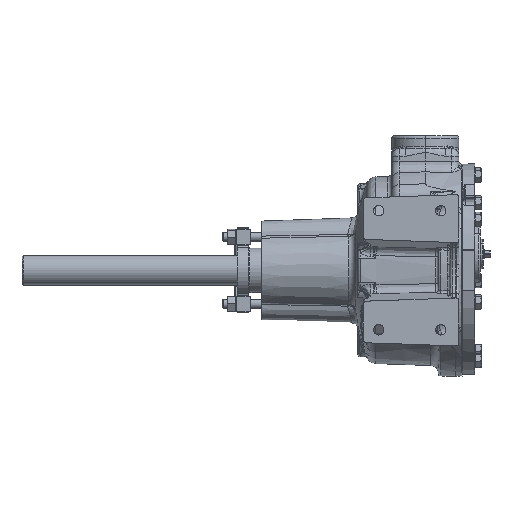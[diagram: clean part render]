
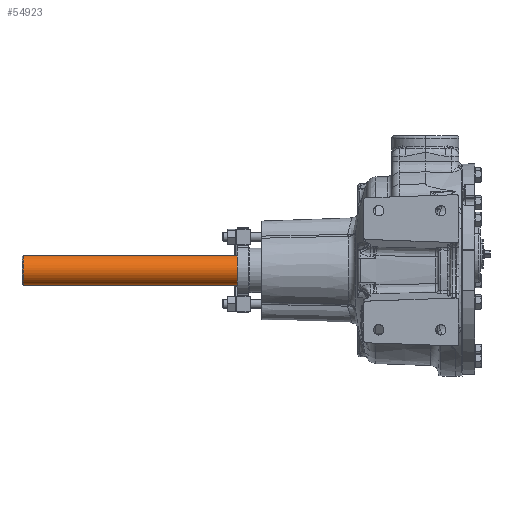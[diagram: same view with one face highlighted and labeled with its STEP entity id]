
A CAD part, front view. The second image highlights one B-rep face of the part: STEP entity #54923.
In plain terms, the highlighted cylindrical face has radius 18.247 mm (diameter 36.493 mm), a partial arc.
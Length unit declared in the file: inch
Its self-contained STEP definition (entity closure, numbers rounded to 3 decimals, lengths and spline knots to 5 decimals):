
#2175 = FACE_OUTER_BOUND ( 'NONE', #38701, .T. ) ;
#2501 = VERTEX_POINT ( 'NONE', #59831 ) ;
#3069 = CARTESIAN_POINT ( 'NONE',  ( -21.19, 0., -0.71837 ) ) ;
#4975 = CARTESIAN_POINT ( 'NONE',  ( -21.19, 0., 0. ) ) ;
#8415 = CIRCLE ( 'NONE', #39831, 0.71837 ) ;
#9257 = EDGE_CURVE ( 'NONE', #51420, #60281, #8415, .T. ) ;
#13092 = EDGE_CURVE ( 'NONE', #2501, #23430, #55962, .T. ) ;
#13752 = AXIS2_PLACEMENT_3D ( 'NONE', #60306, #31096, #60623 ) ;
#15266 = VECTOR ( 'NONE', #34753, 39.37008 ) ;
#17243 = EDGE_CURVE ( 'NONE', #60281, #23430, #20972, .T. ) ;
#20605 = ORIENTED_EDGE ( 'NONE', *, *, #60718, .T. ) ;
#20896 = CARTESIAN_POINT ( 'NONE',  ( -9.66, 0., -0.71837 ) ) ;
#20972 = LINE ( 'NONE', #44505, #57124 ) ;
#22873 = DIRECTION ( 'NONE',  ( 1., 0., 0. ) ) ;
#23430 = VERTEX_POINT ( 'NONE', #3069 ) ;
#26077 = ORIENTED_EDGE ( 'NONE', *, *, #9257, .F. ) ;
#26437 = CARTESIAN_POINT ( 'NONE',  ( -9.66, 0., 0.71837 ) ) ;
#27925 = ORIENTED_EDGE ( 'NONE', *, *, #13092, .T. ) ;
#30290 = LINE ( 'NONE', #31207, #15266 ) ;
#31096 = DIRECTION ( 'NONE',  ( -1., 0., 0. ) ) ;
#31161 = ORIENTED_EDGE ( 'NONE', *, *, #17243, .F. ) ;
#31207 = CARTESIAN_POINT ( 'NONE',  ( -2.70842, 0., 0.71837 ) ) ;
#31775 = CARTESIAN_POINT ( 'NONE',  ( -9.66, 0., 0. ) ) ;
#32671 = AXIS2_PLACEMENT_3D ( 'NONE', #4975, #22873, #58340 ) ;
#34753 = DIRECTION ( 'NONE',  ( -1., 0., 0. ) ) ;
#35914 = DIRECTION ( 'NONE',  ( 1., 0., 0. ) ) ;
#38701 = EDGE_LOOP ( 'NONE', ( #31161, #26077, #20605, #27925 ) ) ;
#39831 = AXIS2_PLACEMENT_3D ( 'NONE', #31775, #35914, #41005 ) ;
#41005 = DIRECTION ( 'NONE',  ( 0., 0., 1. ) ) ;
#44505 = CARTESIAN_POINT ( 'NONE',  ( -2.70842, 0., -0.71837 ) ) ;
#49292 = DIRECTION ( 'NONE',  ( -1., 0., 0. ) ) ;
#49854 = CYLINDRICAL_SURFACE ( 'NONE', #13752, 0.71837 ) ;
#51420 = VERTEX_POINT ( 'NONE', #26437 ) ;
#54923 = ADVANCED_FACE ( 'NONE', ( #2175 ), #49854, .T. ) ;
#55962 = CIRCLE ( 'NONE', #32671, 0.71837 ) ;
#57124 = VECTOR ( 'NONE', #49292, 39.37008 ) ;
#58340 = DIRECTION ( 'NONE',  ( 0., 0., -1. ) ) ;
#59831 = CARTESIAN_POINT ( 'NONE',  ( -21.19, 0., 0.71837 ) ) ;
#60281 = VERTEX_POINT ( 'NONE', #20896 ) ;
#60306 = CARTESIAN_POINT ( 'NONE',  ( -2.70842, 0., 0. ) ) ;
#60623 = DIRECTION ( 'NONE',  ( 0., 0., 1. ) ) ;
#60718 = EDGE_CURVE ( 'NONE', #51420, #2501, #30290, .T. ) ;
